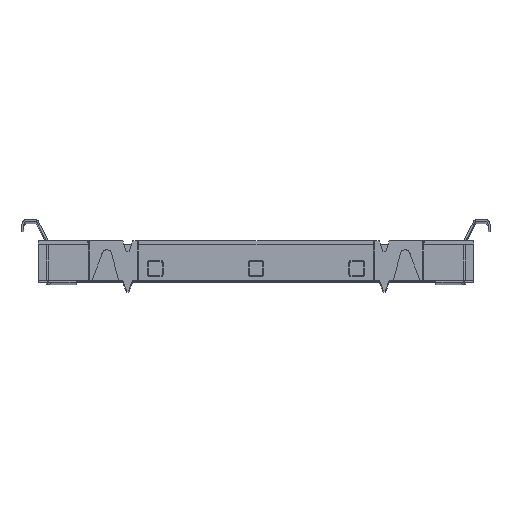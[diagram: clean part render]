
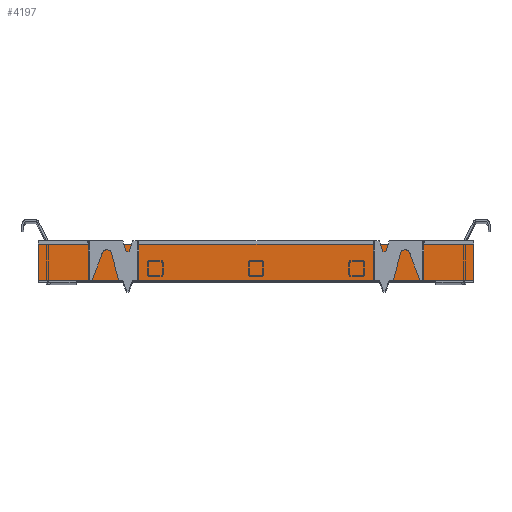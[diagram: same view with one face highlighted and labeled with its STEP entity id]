
A CAD part, top view. The second image highlights one B-rep face of the part: STEP entity #4197.
In plain terms, the highlighted face is planar.
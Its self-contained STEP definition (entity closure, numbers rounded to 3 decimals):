
#2235 = CARTESIAN_POINT ( 'NONE',  ( 16., 184., 506. ) ) ;
#2236 = DIRECTION ( 'NONE',  ( 0., 0., -1. ) ) ;
#2237 = VECTOR ( 'NONE', #2236, 1000. ) ;
#2238 = CARTESIAN_POINT ( 'NONE',  ( 16., 184., 2200. ) ) ;
#2239 = LINE ( 'NONE', #2238, #2237 ) ;
#2240 = CARTESIAN_POINT ( 'NONE',  ( 16., 184., 1694. ) ) ;
#2339 = CARTESIAN_POINT ( 'NONE',  ( 16., 184., 0. ) ) ;
#2340 = DIRECTION ( 'NONE',  ( 0., 0., -1. ) ) ;
#2341 = VECTOR ( 'NONE', #2340, 1000. ) ;
#2342 = CARTESIAN_POINT ( 'NONE',  ( 16., 184., 2200. ) ) ;
#2343 = LINE ( 'NONE', #2342, #2341 ) ;
#2344 = CARTESIAN_POINT ( 'NONE',  ( 16., 184., 250. ) ) ;
#2357 = CARTESIAN_POINT ( 'NONE',  ( 16., 0., 2200. ) ) ;
#2358 = DIRECTION ( 'NONE',  ( 0., 0., -1. ) ) ;
#2359 = VECTOR ( 'NONE', #2358, 1000. ) ;
#2360 = CARTESIAN_POINT ( 'NONE',  ( 16., 0., 2200. ) ) ;
#2361 = LINE ( 'NONE', #2360, #2359 ) ;
#2362 = DIRECTION ( 'NONE',  ( 0., 1., 0. ) ) ;
#2363 = VECTOR ( 'NONE', #2362, 1000. ) ;
#2364 = CARTESIAN_POINT ( 'NONE',  ( 16., 184., 2200. ) ) ;
#2365 = LINE ( 'NONE', #2364, #2363 ) ;
#2366 = CARTESIAN_POINT ( 'NONE',  ( 16., 184., 2200. ) ) ;
#2367 = DIRECTION ( 'NONE',  ( 0., 0., -1. ) ) ;
#2368 = VECTOR ( 'NONE', #2367, 1000. ) ;
#2369 = CARTESIAN_POINT ( 'NONE',  ( 16., 184., 2200. ) ) ;
#2370 = LINE ( 'NONE', #2369, #2368 ) ;
#2371 = CARTESIAN_POINT ( 'NONE',  ( 16., 184., 1950. ) ) ;
#2372 = DIRECTION ( 'NONE',  ( 0., 1., 0. ) ) ;
#2373 = VECTOR ( 'NONE', #2372, 1000. ) ;
#2374 = CARTESIAN_POINT ( 'NONE',  ( 16., 184., 1950. ) ) ;
#2375 = LINE ( 'NONE', #2374, #2373 ) ;
#2376 = CARTESIAN_POINT ( 'NONE',  ( 16., 180., 1950. ) ) ;
#2398 = CARTESIAN_POINT ( 'NONE',  ( 16., 180., 1694. ) ) ;
#2399 = DIRECTION ( 'NONE',  ( 0., -1., 0. ) ) ;
#2400 = VECTOR ( 'NONE', #2399, 1000. ) ;
#2401 = CARTESIAN_POINT ( 'NONE',  ( 16., 184., 1694. ) ) ;
#2402 = LINE ( 'NONE', #2401, #2400 ) ;
#2403 = DIRECTION ( 'NONE',  ( 0., -1., 0. ) ) ;
#2404 = DIRECTION ( 'NONE',  ( -1., 0., 0. ) ) ;
#2405 = CARTESIAN_POINT ( 'NONE',  ( 16., 184., 2200. ) ) ;
#2406 = AXIS2_PLACEMENT_3D ( 'NONE', #2405, #2404, #2403 ) ;
#2407 = PLANE ( 'NONE',  #2406 ) ;
#2408 = FACE_OUTER_BOUND ( 'NONE', #4198, .T. ) ;
#2439 = CARTESIAN_POINT ( 'NONE',  ( 16., 0., 0. ) ) ;
#2447 = LINE ( 'NONE', #2509, #2508 ) ;
#2448 = DIRECTION ( 'NONE',  ( 0., 1., 0. ) ) ;
#2449 = VECTOR ( 'NONE', #2448, 1000. ) ;
#2450 = CARTESIAN_POINT ( 'NONE',  ( 16., 184., 0. ) ) ;
#2451 = LINE ( 'NONE', #2450, #2449 ) ;
#2483 = DIRECTION ( 'NONE',  ( 0., 0., -1. ) ) ;
#2484 = VECTOR ( 'NONE', #2483, 1000. ) ;
#2485 = CARTESIAN_POINT ( 'NONE',  ( 16., 180., 2200. ) ) ;
#2486 = LINE ( 'NONE', #2485, #2484 ) ;
#2497 = DIRECTION ( 'NONE',  ( 0., 1., 0. ) ) ;
#2498 = VECTOR ( 'NONE', #2497, 1000. ) ;
#2499 = CARTESIAN_POINT ( 'NONE',  ( 16., 184., 506. ) ) ;
#2500 = LINE ( 'NONE', #2499, #2498 ) ;
#2501 = CARTESIAN_POINT ( 'NONE',  ( 16., 180., 506. ) ) ;
#2502 = DIRECTION ( 'NONE',  ( 0., 0., 1. ) ) ;
#2503 = VECTOR ( 'NONE', #2502, 1000. ) ;
#2504 = CARTESIAN_POINT ( 'NONE',  ( 16., 180., 2200. ) ) ;
#2505 = LINE ( 'NONE', #2504, #2503 ) ;
#2506 = CARTESIAN_POINT ( 'NONE',  ( 16., 180., 250. ) ) ;
#2507 = DIRECTION ( 'NONE',  ( 0., -1., 0. ) ) ;
#2508 = VECTOR ( 'NONE', #2507, 1000. ) ;
#2509 = CARTESIAN_POINT ( 'NONE',  ( 16., 184., 250. ) ) ;
#4100 = VERTEX_POINT ( 'NONE', #2240 ) ;
#4102 = EDGE_CURVE ( 'NONE', #4100, #4103, #2239, .T. ) ;
#4103 = VERTEX_POINT ( 'NONE', #2235 ) ;
#4158 = VERTEX_POINT ( 'NONE', #2344 ) ;
#4160 = EDGE_CURVE ( 'NONE', #4158, #4161, #2343, .T. ) ;
#4161 = VERTEX_POINT ( 'NONE', #2339 ) ;
#4178 = VERTEX_POINT ( 'NONE', #2376 ) ;
#4179 = ORIENTED_EDGE ( 'NONE', *, *, #4180, .T. ) ;
#4180 = EDGE_CURVE ( 'NONE', #4178, #4181, #2375, .T. ) ;
#4181 = VERTEX_POINT ( 'NONE', #2371 ) ;
#4182 = ORIENTED_EDGE ( 'NONE', *, *, #4183, .F. ) ;
#4183 = EDGE_CURVE ( 'NONE', #4184, #4181, #2370, .T. ) ;
#4184 = VERTEX_POINT ( 'NONE', #2366 ) ;
#4185 = ORIENTED_EDGE ( 'NONE', *, *, #4186, .F. ) ;
#4186 = EDGE_CURVE ( 'NONE', #4191, #4184, #2365, .T. ) ;
#4187 = ORIENTED_EDGE ( 'NONE', *, *, #4190, .T. ) ;
#4188 = ORIENTED_EDGE ( 'NONE', *, *, #4245, .T. ) ;
#4190 = EDGE_CURVE ( 'NONE', #4191, #4216, #2361, .T. ) ;
#4191 = VERTEX_POINT ( 'NONE', #2357 ) ;
#4197 = ADVANCED_FACE ( 'NONE', ( #2408 ), #2407, .F. ) ;
#4198 = EDGE_LOOP ( 'NONE', ( #4199, #4200, #4260, #4179, #4182, #4185, #4187, #4188, #4246, #4247, #4250, #4253 ) ) ;
#4199 = ORIENTED_EDGE ( 'NONE', *, *, #4102, .F. ) ;
#4200 = ORIENTED_EDGE ( 'NONE', *, *, #4201, .T. ) ;
#4201 = EDGE_CURVE ( 'NONE', #4100, #4202, #2402, .T. ) ;
#4202 = VERTEX_POINT ( 'NONE', #2398 ) ;
#4216 = VERTEX_POINT ( 'NONE', #2439 ) ;
#4245 = EDGE_CURVE ( 'NONE', #4216, #4161, #2451, .T. ) ;
#4246 = ORIENTED_EDGE ( 'NONE', *, *, #4160, .F. ) ;
#4247 = ORIENTED_EDGE ( 'NONE', *, *, #4248, .T. ) ;
#4248 = EDGE_CURVE ( 'NONE', #4158, #4249, #2447, .T. ) ;
#4249 = VERTEX_POINT ( 'NONE', #2506 ) ;
#4250 = ORIENTED_EDGE ( 'NONE', *, *, #4251, .T. ) ;
#4251 = EDGE_CURVE ( 'NONE', #4249, #4252, #2505, .T. ) ;
#4252 = VERTEX_POINT ( 'NONE', #2501 ) ;
#4253 = ORIENTED_EDGE ( 'NONE', *, *, #4254, .T. ) ;
#4254 = EDGE_CURVE ( 'NONE', #4252, #4103, #2500, .T. ) ;
#4260 = ORIENTED_EDGE ( 'NONE', *, *, #4261, .F. ) ;
#4261 = EDGE_CURVE ( 'NONE', #4178, #4202, #2486, .T. ) ;
